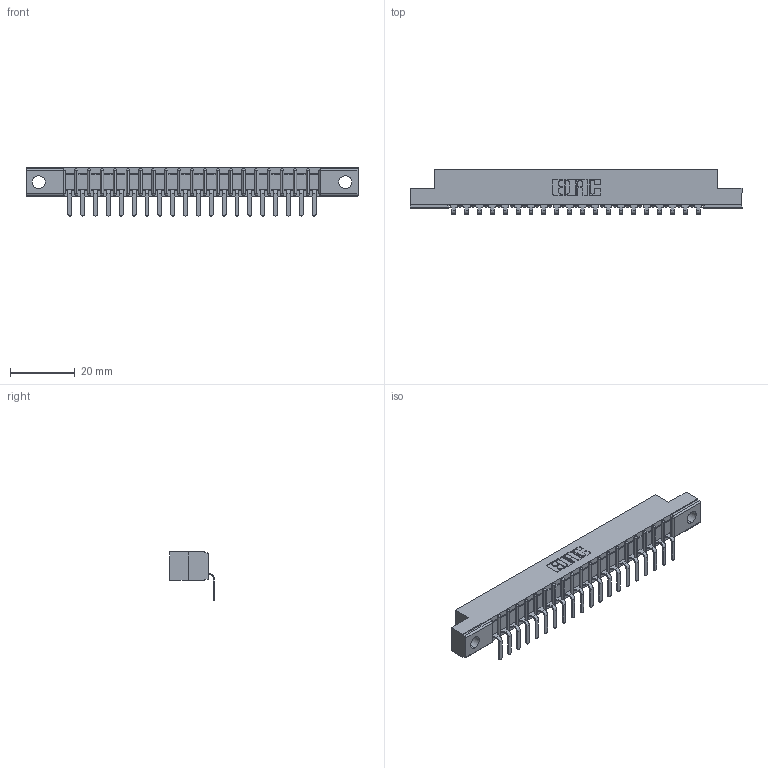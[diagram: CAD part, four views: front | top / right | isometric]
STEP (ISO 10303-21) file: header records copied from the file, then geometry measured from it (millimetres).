
FILE_DESCRIPTION (( 'STEP AP203' ), '1' );
FILE_NAME ('357-020-559-102.STEP', '2022-07-12T22:39:27', ( '' ), ( '' ), 'SwSTEP 2.0', 'SolidWorks 2020', '' );
FILE_SCHEMA (( 'CONFIG_CONTROL_DESIGN' ));
Length unit declared in the file: inch
Products named in the file (3): 307 Part_.128 Dia Mounting Holes; 357-020-559-102; 307-290-001_558 559 - 1 (Single)
Assembly tree (21 placements, depth 2):
  357-020-559-102
    307 Part_.128 Dia Mounting Holes
    307-290-001_558 559 - 1 (Single)  x20
Bounding box: 102.26 x 13.7 x 14.81 mm (x, y, z)
Volume: 6384.4 mm3; surface area: 9708.8 mm2
Topology: 21 solids, 21 shells, 1339 faces, 3803 edges, 2450 vertices
Faces by surface type: plane 850, cylinder 447, sphere 42
Entity records: 19964 total; most frequent: CARTESIAN_POINT 3356, ORIENTED_EDGE 3342, DIRECTION 3277, EDGE_CURVE 1671, VECTOR 1271, LINE 1271, VERTEX_POINT 1082, AXIS2_PLACEMENT_3D 1003
